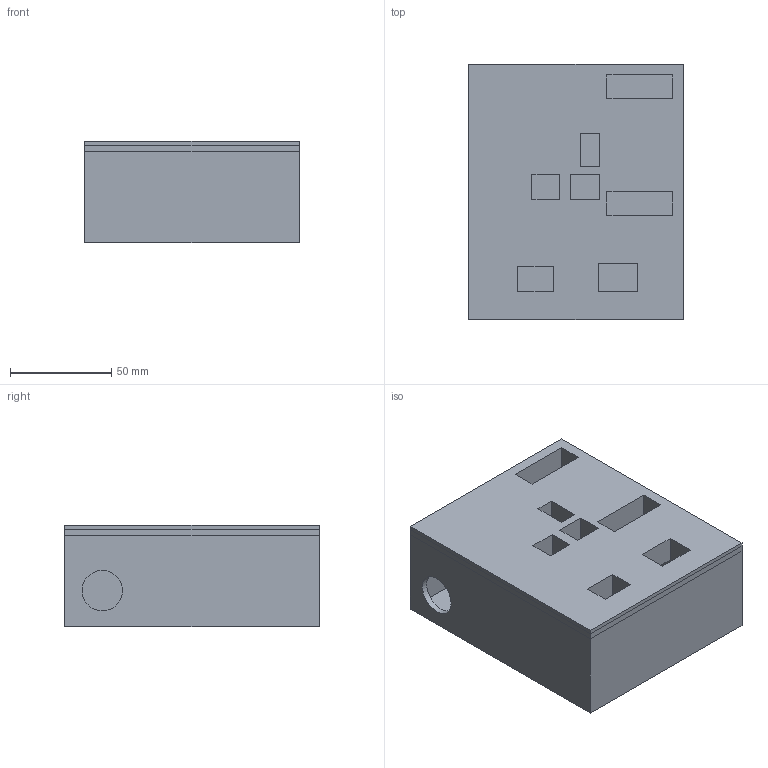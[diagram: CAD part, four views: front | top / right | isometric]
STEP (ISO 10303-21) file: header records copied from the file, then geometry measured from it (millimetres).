
FILE_DESCRIPTION(/* description */ (''),/* implementation_level */ '2;1');
FILE_NAME(/* name */ 'Electronics_Enclosure.step',/* time_stamp */ '2026-01-01T11:48:02-05:00',/* author */ (''),/* organization */ (''),/* preprocessor_version */ 'ST-DEVELOPER v20.1',/* originating_system */ 'Autodesk Translation Framework v14.21.0.0',/* authorisation */ '');
FILE_SCHEMA (('AUTOMOTIVE_DESIGN { 1 0 10303 214 3 1 1 }'));
Length unit declared in the file: millimetre
Products named in the file (2): Electronics_Enclosure; Component1
Assembly tree (1 placements, depth 2):
  Electronics_Enclosure
    Component1
Bounding box: 106 x 126 x 50 mm (x, y, z)
Volume: 235638.9 mm3; surface area: 102873.1 mm2
Topology: 2 solids, 2 shells, 52 faces, 138 edges, 92 vertices
Faces by surface type: plane 50, cylinder 2
Full cylindrical faces by diameter (mm): 20 x2
Entity records: 1676 total; most frequent: CARTESIAN_POINT 285, ORIENTED_EDGE 276, DIRECTION 252, EDGE_CURVE 138, LINE 134, VECTOR 134, VERTEX_POINT 92, EDGE_LOOP 72
